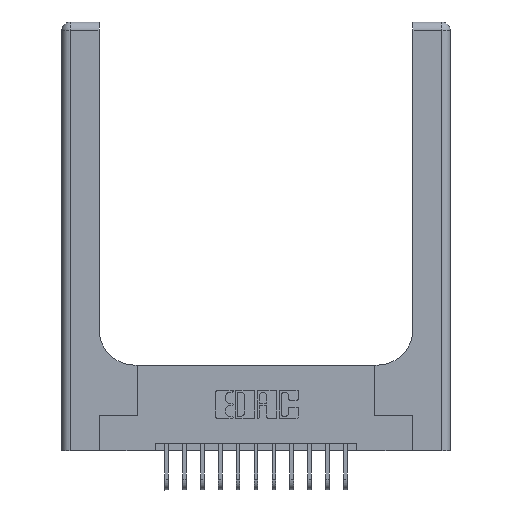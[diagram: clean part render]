
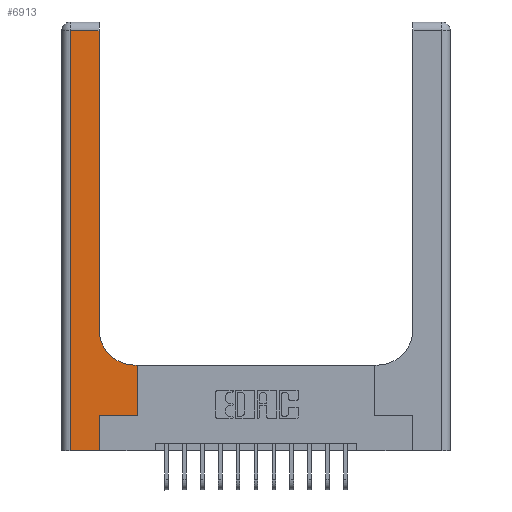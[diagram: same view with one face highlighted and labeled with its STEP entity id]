
A CAD part, top view. The second image highlights one B-rep face of the part: STEP entity #6913.
In plain terms, the highlighted planar face has unit normal (0, 0, 1).
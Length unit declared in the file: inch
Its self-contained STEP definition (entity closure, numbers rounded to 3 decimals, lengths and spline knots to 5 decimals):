
#5 = ORIENTED_EDGE ( 'NONE', *, *, #5191, .T. ) ;
#125 = CARTESIAN_POINT ( 'NONE',  ( 0.528, 0.25, 0.37 ) ) ;
#156 = CARTESIAN_POINT ( 'NONE',  ( 0.265, 0., 0.37 ) ) ;
#238 = CARTESIAN_POINT ( 'NONE',  ( 0., 3., 0.37 ) ) ;
#331 = DIRECTION ( 'NONE',  ( -1., 0., 0. ) ) ;
#492 = DIRECTION ( 'NONE',  ( 1., 0., 0. ) ) ;
#1235 = EDGE_CURVE ( 'NONE', #1422, #12063, #8478, .T. ) ;
#1265 = DIRECTION ( 'NONE',  ( -1., 0., 0. ) ) ;
#1354 = EDGE_LOOP ( 'NONE', ( #2402, #16615, #18041, #12966, #5, #13647, #2920, #2786, #8837 ) ) ;
#1422 = VERTEX_POINT ( 'NONE', #17568 ) ;
#1432 = CARTESIAN_POINT ( 'NONE',  ( 0.26, 0.6, 0.37 ) ) ;
#1470 = VECTOR ( 'NONE', #11838, 39.37008 ) ;
#1709 = VECTOR ( 'NONE', #10773, 39.37008 ) ;
#1902 = CARTESIAN_POINT ( 'NONE',  ( 0.265, 0.25, 0.37 ) ) ;
#2051 = CIRCLE ( 'NONE', #5115, 0.25 ) ;
#2402 = ORIENTED_EDGE ( 'NONE', *, *, #16725, .T. ) ;
#2587 = VECTOR ( 'NONE', #1265, 39.37008 ) ;
#2647 = EDGE_CURVE ( 'NONE', #17610, #18396, #5013, .T. ) ;
#2786 = ORIENTED_EDGE ( 'NONE', *, *, #7192, .T. ) ;
#2873 = CARTESIAN_POINT ( 'NONE',  ( 0., 2.94, 0.37 ) ) ;
#2920 = ORIENTED_EDGE ( 'NONE', *, *, #3906, .T. ) ;
#3187 = DIRECTION ( 'NONE',  ( 0., 0., -1. ) ) ;
#3201 = DIRECTION ( 'NONE',  ( 0., 1., 0. ) ) ;
#3227 = LINE ( 'NONE', #6124, #1470 ) ;
#3303 = CARTESIAN_POINT ( 'NONE',  ( 0.26, 3., 0.37 ) ) ;
#3305 = DIRECTION ( 'NONE',  ( 0., 0., -1. ) ) ;
#3906 = EDGE_CURVE ( 'NONE', #18396, #17250, #7188, .T. ) ;
#3933 = EDGE_CURVE ( 'NONE', #12380, #17390, #2051, .T. ) ;
#4230 = CARTESIAN_POINT ( 'NONE',  ( 0., 0., 0.37 ) ) ;
#4482 = LINE ( 'NONE', #156, #16899 ) ;
#4500 = VERTEX_POINT ( 'NONE', #6638 ) ;
#4655 = VERTEX_POINT ( 'NONE', #15834 ) ;
#4813 = VECTOR ( 'NONE', #14262, 39.37008 ) ;
#5013 = LINE ( 'NONE', #11994, #1709 ) ;
#5115 = AXIS2_PLACEMENT_3D ( 'NONE', #13478, #3187, #492 ) ;
#5191 = EDGE_CURVE ( 'NONE', #4655, #17610, #4482, .T. ) ;
#6124 = CARTESIAN_POINT ( 'NONE',  ( 0.06, 3., 0.37 ) ) ;
#6638 = CARTESIAN_POINT ( 'NONE',  ( 0.06, 0., 0.37 ) ) ;
#6913 = ADVANCED_FACE ( 'NONE', ( #10325 ), #16333, .F. ) ;
#7188 = LINE ( 'NONE', #125, #4813 ) ;
#7192 = EDGE_CURVE ( 'NONE', #17250, #12380, #12869, .T. ) ;
#7258 = DIRECTION ( 'NONE',  ( -1., 0., 0. ) ) ;
#8478 = LINE ( 'NONE', #2873, #2587 ) ;
#8607 = CARTESIAN_POINT ( 'NONE',  ( 0.06, 2.94, 0.37 ) ) ;
#8837 = ORIENTED_EDGE ( 'NONE', *, *, #3933, .T. ) ;
#9366 = VECTOR ( 'NONE', #7258, 39.37008 ) ;
#9643 = CARTESIAN_POINT ( 'NONE',  ( 0.51, 0.6, 0.37 ) ) ;
#10325 = FACE_OUTER_BOUND ( 'NONE', #1354, .T. ) ;
#10773 = DIRECTION ( 'NONE',  ( 1., 0., 0. ) ) ;
#10871 = VECTOR ( 'NONE', #12866, 39.37008 ) ;
#11794 = VECTOR ( 'NONE', #3201, 39.37008 ) ;
#11838 = DIRECTION ( 'NONE',  ( 0., -1., 0. ) ) ;
#11994 = CARTESIAN_POINT ( 'NONE',  ( 0.265, 0.25, 0.37 ) ) ;
#12063 = VERTEX_POINT ( 'NONE', #8607 ) ;
#12380 = VERTEX_POINT ( 'NONE', #9643 ) ;
#12866 = DIRECTION ( 'NONE',  ( 1., 0., 0. ) ) ;
#12869 = LINE ( 'NONE', #1432, #9366 ) ;
#12966 = ORIENTED_EDGE ( 'NONE', *, *, #14379, .T. ) ;
#13478 = CARTESIAN_POINT ( 'NONE',  ( 0.51, 0.85, 0.37 ) ) ;
#13647 = ORIENTED_EDGE ( 'NONE', *, *, #2647, .T. ) ;
#14214 = CARTESIAN_POINT ( 'NONE',  ( 0.528, 0.6, 0.37 ) ) ;
#14262 = DIRECTION ( 'NONE',  ( 0., 1., 0. ) ) ;
#14379 = EDGE_CURVE ( 'NONE', #4500, #4655, #17208, .T. ) ;
#14580 = DIRECTION ( 'NONE',  ( 0., 1., 0. ) ) ;
#15746 = EDGE_CURVE ( 'NONE', #12063, #4500, #3227, .T. ) ;
#15834 = CARTESIAN_POINT ( 'NONE',  ( 0.265, 0., 0.37 ) ) ;
#15863 = CARTESIAN_POINT ( 'NONE',  ( 0.528, 0.25, 0.37 ) ) ;
#16333 = PLANE ( 'NONE',  #17242 ) ;
#16348 = CARTESIAN_POINT ( 'NONE',  ( 0.26, 0.85, 0.37 ) ) ;
#16615 = ORIENTED_EDGE ( 'NONE', *, *, #1235, .T. ) ;
#16725 = EDGE_CURVE ( 'NONE', #17390, #1422, #17724, .T. ) ;
#16899 = VECTOR ( 'NONE', #14580, 39.37008 ) ;
#17208 = LINE ( 'NONE', #4230, #10871 ) ;
#17242 = AXIS2_PLACEMENT_3D ( 'NONE', #238, #3305, #331 ) ;
#17250 = VERTEX_POINT ( 'NONE', #14214 ) ;
#17390 = VERTEX_POINT ( 'NONE', #16348 ) ;
#17568 = CARTESIAN_POINT ( 'NONE',  ( 0.26, 2.94, 0.37 ) ) ;
#17610 = VERTEX_POINT ( 'NONE', #1902 ) ;
#17724 = LINE ( 'NONE', #3303, #11794 ) ;
#18041 = ORIENTED_EDGE ( 'NONE', *, *, #15746, .T. ) ;
#18396 = VERTEX_POINT ( 'NONE', #15863 ) ;
